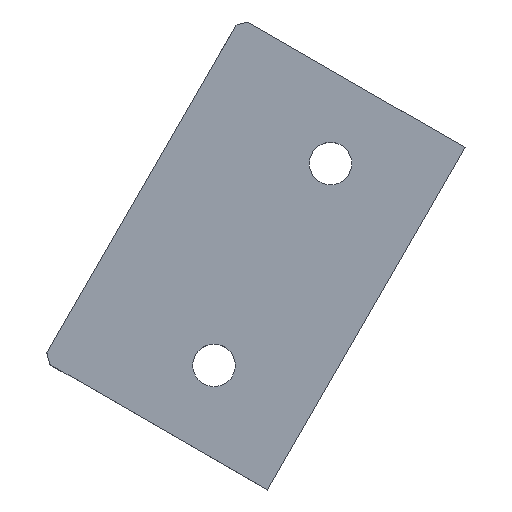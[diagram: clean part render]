
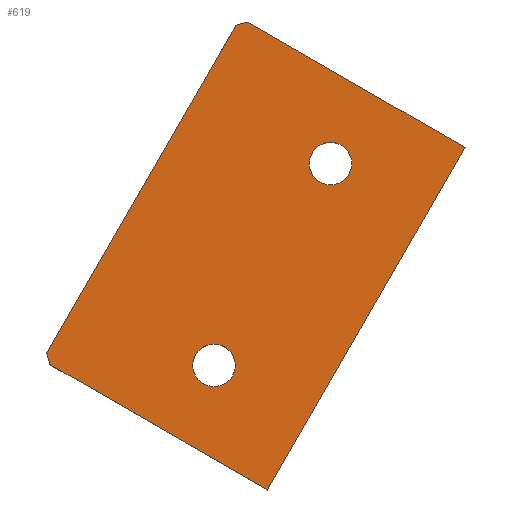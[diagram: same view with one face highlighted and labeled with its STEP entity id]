
A CAD part, top view. The second image highlights one B-rep face of the part: STEP entity #619.
In plain terms, the highlighted planar face has unit normal (0, 0, 1).
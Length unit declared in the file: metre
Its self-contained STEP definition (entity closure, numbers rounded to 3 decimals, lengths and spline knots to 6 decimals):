
#18=LINE('',#889,#88);
#32=LINE('',#931,#102);
#38=LINE('',#943,#108);
#39=LINE('',#945,#109);
#48=LINE('',#968,#118);
#49=LINE('',#969,#119);
#88=VECTOR('',#721,1.);
#102=VECTOR('',#753,1.);
#108=VECTOR('',#761,1.);
#109=VECTOR('',#764,1.);
#118=VECTOR('',#781,1.);
#119=VECTOR('',#782,1.);
#202=ORIENTED_EDGE('',*,*,#339,.F.);
#203=ORIENTED_EDGE('',*,*,#361,.T.);
#204=ORIENTED_EDGE('',*,*,#344,.T.);
#205=ORIENTED_EDGE('',*,*,#362,.T.);
#206=ORIENTED_EDGE('',*,*,#326,.T.);
#207=ORIENTED_EDGE('',*,*,#363,.T.);
#208=ORIENTED_EDGE('',*,*,#351,.F.);
#209=ORIENTED_EDGE('',*,*,#350,.F.);
#326=EDGE_CURVE('',#408,#409,#18,.T.);
#339=EDGE_CURVE('',#421,#421,#462,.T.);
#344=EDGE_CURVE('',#427,#426,#32,.T.);
#350=EDGE_CURVE('',#427,#431,#38,.T.);
#351=EDGE_CURVE('',#431,#432,#39,.T.);
#361=EDGE_CURVE('',#441,#441,#466,.T.);
#362=EDGE_CURVE('',#426,#408,#48,.F.);
#363=EDGE_CURVE('',#409,#432,#49,.T.);
#408=VERTEX_POINT('',#890);
#409=VERTEX_POINT('',#891);
#421=VERTEX_POINT('',#918);
#426=VERTEX_POINT('',#930);
#427=VERTEX_POINT('',#932);
#431=VERTEX_POINT('',#941);
#432=VERTEX_POINT('',#946);
#441=VERTEX_POINT('',#967);
#462=CIRCLE('',#668,0.0025);
#466=CIRCLE('',#679,0.0025);
#487=EDGE_LOOP('',(#202));
#488=EDGE_LOOP('',(#203));
#489=EDGE_LOOP('',(#204,#205,#206,#207,#208,#209));
#542=FACE_BOUND('',#487,.T.);
#543=FACE_BOUND('',#488,.T.);
#544=FACE_BOUND('',#489,.T.);
#585=PLANE('',#678);
#619=ADVANCED_FACE('',(#542,#543,#544),#585,.F.);
#668=AXIS2_PLACEMENT_3D('',#917,#739,#740);
#678=AXIS2_PLACEMENT_3D('',#965,#777,#778);
#679=AXIS2_PLACEMENT_3D('',#966,#779,#780);
#721=DIRECTION('',(-0.5,-0.866,0.));
#739=DIRECTION('',(0.,0.,1.));
#740=DIRECTION('',(-0.5,0.866,0.));
#753=DIRECTION('',(-0.866,0.5,0.));
#761=DIRECTION('',(-0.5,-0.866,0.));
#764=DIRECTION('',(-0.866,0.5,0.));
#777=DIRECTION('',(0.,0.,-1.));
#778=DIRECTION('',(1.,0.,0.));
#779=DIRECTION('',(0.,0.,-1.));
#780=DIRECTION('',(-1.,0.,0.));
#781=DIRECTION('',(0.966,0.259,0.));
#782=DIRECTION('',(0.259,-0.966,0.));
#889=CARTESIAN_POINT('',(0.004835,-0.060526,-0.005));
#890=CARTESIAN_POINT('',(0.002585,-0.064423,-0.005));
#891=CARTESIAN_POINT('',(-0.019665,-0.102962,-0.005));
#917=CARTESIAN_POINT('',(0.013706,-0.08071,-0.005));
#918=CARTESIAN_POINT('',(0.012456,-0.078545,-0.005));
#930=CARTESIAN_POINT('',(0.003951,-0.064057,-0.005));
#931=CARTESIAN_POINT('',(0.016313,-0.071195,-0.005));
#932=CARTESIAN_POINT('',(0.029542,-0.078832,-0.005));
#941=CARTESIAN_POINT('',(0.006292,-0.119103,-0.005));
#943=CARTESIAN_POINT('',(0.031292,-0.075801,-0.005));
#945=CARTESIAN_POINT('',(-0.006937,-0.111465,-0.005));
#946=CARTESIAN_POINT('',(-0.019299,-0.104328,-0.005));
#965=CARTESIAN_POINT('',(-0.003146,-0.024863,-0.005));
#966=CARTESIAN_POINT('',(0.,-0.10445,-0.005));
#967=CARTESIAN_POINT('',(-0.0025,-0.10445,-0.005));
#968=CARTESIAN_POINT('',(0.003951,-0.064057,-0.005));
#969=CARTESIAN_POINT('',(-0.019665,-0.102962,-0.005));
